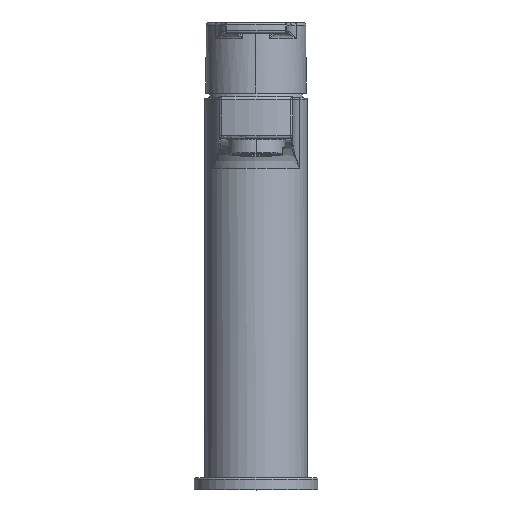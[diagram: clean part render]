
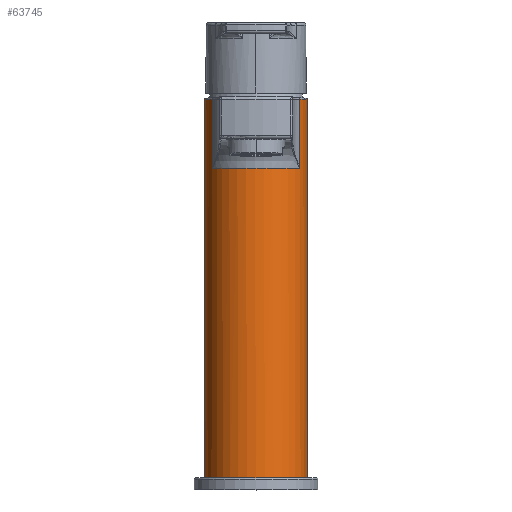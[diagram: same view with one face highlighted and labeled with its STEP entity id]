
A CAD part, top view. The second image highlights one B-rep face of the part: STEP entity #63745.
In plain terms, the highlighted cylindrical face has radius 21.6 mm (diameter 43.2 mm), a partial arc.
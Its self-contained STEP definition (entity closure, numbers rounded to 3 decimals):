
#14411=CARTESIAN_POINT('',(18.433,131.,11.26));
#14430=CARTESIAN_POINT('',(18.433,131.,11.26));
#14431=CARTESIAN_POINT('',(18.303,131.,11.473));
#14432=CARTESIAN_POINT('',(18.035,131.,11.894));
#14433=CARTESIAN_POINT('',(17.612,131.,12.512));
#14434=CARTESIAN_POINT('',(17.168,131.,13.115));
#14435=CARTESIAN_POINT('',(16.704,131.,13.702));
#14436=CARTESIAN_POINT('',(16.219,131.,14.272));
#14437=CARTESIAN_POINT('',(15.714,131.,14.826));
#14438=CARTESIAN_POINT('',(15.191,131.,15.361));
#14439=CARTESIAN_POINT('',(14.65,131.,15.879));
#14440=CARTESIAN_POINT('',(14.091,131.,16.377));
#14441=CARTESIAN_POINT('',(13.515,131.,16.855));
#14442=CARTESIAN_POINT('',(12.923,131.,17.313));
#14443=CARTESIAN_POINT('',(12.315,131.,17.751));
#14444=CARTESIAN_POINT('',(11.692,131.,18.167));
#14445=CARTESIAN_POINT('',(11.056,131.,18.561));
#14446=CARTESIAN_POINT('',(10.406,131.,18.933));
#14447=CARTESIAN_POINT('',(9.744,131.,19.282));
#14448=CARTESIAN_POINT('',(9.07,131.,19.608));
#14449=CARTESIAN_POINT('',(8.385,131.,19.911));
#14450=CARTESIAN_POINT('',(7.69,131.,20.189));
#14451=CARTESIAN_POINT('',(6.986,131.,20.444));
#14452=CARTESIAN_POINT('',(6.273,131.,20.674));
#14453=CARTESIAN_POINT('',(5.553,131.,20.879));
#14454=CARTESIAN_POINT('',(4.826,131.,21.058));
#14455=CARTESIAN_POINT('',(4.093,131.,21.213));
#14456=CARTESIAN_POINT('',(3.356,131.,21.342));
#14457=CARTESIAN_POINT('',(2.614,131.,21.446));
#14458=CARTESIAN_POINT('',(1.87,131.,21.523));
#14459=CARTESIAN_POINT('',(1.123,131.,21.575));
#14460=CARTESIAN_POINT('',(0.374,131.,21.601));
#14461=CARTESIAN_POINT('',(-0.374,131.,21.601));
#14462=CARTESIAN_POINT('',(-1.123,131.,21.575));
#14463=CARTESIAN_POINT('',(-1.87,131.,21.523));
#14464=CARTESIAN_POINT('',(-2.614,131.,21.446));
#14465=CARTESIAN_POINT('',(-3.356,131.,21.342));
#14466=CARTESIAN_POINT('',(-4.093,131.,21.213));
#14467=CARTESIAN_POINT('',(-4.826,131.,21.058));
#14468=CARTESIAN_POINT('',(-5.553,131.,20.879));
#14469=CARTESIAN_POINT('',(-6.273,131.,20.674));
#14470=CARTESIAN_POINT('',(-6.985,131.,20.444));
#14471=CARTESIAN_POINT('',(-7.69,131.,20.189));
#14472=CARTESIAN_POINT('',(-8.385,131.,19.911));
#14473=CARTESIAN_POINT('',(-9.07,131.,19.608));
#14474=CARTESIAN_POINT('',(-9.744,131.,19.282));
#14475=CARTESIAN_POINT('',(-10.406,131.,18.933));
#14476=CARTESIAN_POINT('',(-11.056,131.,18.561));
#14477=CARTESIAN_POINT('',(-11.692,131.,18.167));
#14478=CARTESIAN_POINT('',(-12.315,131.,17.751));
#14479=CARTESIAN_POINT('',(-12.922,131.,17.313));
#14480=CARTESIAN_POINT('',(-13.515,131.,16.855));
#14481=CARTESIAN_POINT('',(-14.091,131.,16.377));
#14482=CARTESIAN_POINT('',(-14.65,131.,15.879));
#14483=CARTESIAN_POINT('',(-15.191,131.,15.362));
#14484=CARTESIAN_POINT('',(-15.714,131.,14.826));
#14485=CARTESIAN_POINT('',(-16.219,131.,14.273));
#14486=CARTESIAN_POINT('',(-16.703,131.,13.702));
#14487=CARTESIAN_POINT('',(-17.168,131.,13.115));
#14488=CARTESIAN_POINT('',(-17.612,131.,12.512));
#14489=CARTESIAN_POINT('',(-18.035,131.,11.894));
#14490=CARTESIAN_POINT('',(-18.303,131.,11.473));
#14491=CARTESIAN_POINT('',(-18.433,131.,11.26));
#14516=CARTESIAN_POINT('',(-18.433,131.,
11.26));
#14518=DIRECTION('',(0.,1.,0.));
#14519=VECTOR('',#14518,29.);
#14520=CARTESIAN_POINT('',(-18.433,131.,
11.26));
#14521=LINE('',#14520,#14519);
#14527=CARTESIAN_POINT('',(0.,1.,0.));
#14528=DIRECTION('',(0.,1.,0.));
#14529=DIRECTION('',(-1.,0.,0.));
#14530=AXIS2_PLACEMENT_3D('',#14527,#14528,#14529);
#14532=DIRECTION('',(0.,1.,0.));
#14533=VECTOR('',#14532,159.);
#14534=CARTESIAN_POINT('',(-21.6,1.,0.));
#14535=LINE('',#14534,#14533);
#14536=CARTESIAN_POINT('',(0.,160.,0.));
#14537=DIRECTION('',(0.,1.,0.));
#14538=DIRECTION('',(-1.,0.,0.));
#14539=AXIS2_PLACEMENT_3D('',#14536,#14537,#14538);
#14541=CARTESIAN_POINT('',(0.,160.,0.));
#14542=DIRECTION('',(0.,1.,0.));
#14543=DIRECTION('',(0.853,0.,0.521));
#14544=AXIS2_PLACEMENT_3D('',#14541,#14542,#14543);
#18945=DIRECTION('',(0.,1.,0.));
#18946=VECTOR('',#18945,159.);
#18947=CARTESIAN_POINT('',(21.6,1.,0.));
#18948=LINE('',#18947,#18946);
#19507=DIRECTION('',(0.,-1.,0.));
#19508=VECTOR('',#19507,29.);
#19509=CARTESIAN_POINT('',(18.433,160.,11.26));
#19510=LINE('',#19509,#19508);
#31271=VERTEX_POINT('',#14516);
#31279=VERTEX_POINT('',#14411);
#31300=CARTESIAN_POINT('',(18.433,160.,11.26));
#31301=VERTEX_POINT('',#31300);
#31310=CARTESIAN_POINT('',(-18.433,160.,11.26));
#31311=VERTEX_POINT('',#31310);
#31360=CARTESIAN_POINT('',(-21.6,160.,0.));
#31361=VERTEX_POINT('',#31360);
#31362=CARTESIAN_POINT('',(21.6,160.,0.));
#31363=VERTEX_POINT('',#31362);
#37584=CARTESIAN_POINT('',(21.6,1.,0.));
#37585=CARTESIAN_POINT('',(-21.6,1.,0.));
#37586=VERTEX_POINT('',#37584);
#37587=VERTEX_POINT('',#37585);
#63724=CARTESIAN_POINT('',(0.,0.,0.));
#63725=DIRECTION('',(0.,1.,0.));
#63726=DIRECTION('',(1.,0.,0.));
#63727=AXIS2_PLACEMENT_3D('',#63724,#63725,#63726);
#63728=CYLINDRICAL_SURFACE('',#63727,21.6);
#63730=ORIENTED_EDGE('',*,*,#63729,.F.);
#63732=ORIENTED_EDGE('',*,*,#63731,.T.);
#63734=ORIENTED_EDGE('',*,*,#63733,.T.);
#63735=ORIENTED_EDGE('',*,*,#63704,.F.);
#63736=ORIENTED_EDGE('',*,*,#63604,.F.);
#63738=ORIENTED_EDGE('',*,*,#63737,.F.);
#63740=ORIENTED_EDGE('',*,*,#63739,.T.);
#63742=ORIENTED_EDGE('',*,*,#63741,.F.);
#63743=EDGE_LOOP('',(#63730,#63732,#63734,#63735,#63736,#63738,#63740,#63742));
#63744=FACE_OUTER_BOUND('',#63743,.F.);
#63745=ADVANCED_FACE('',(#63744),#63728,.T.);
#14492=B_SPLINE_CURVE_WITH_KNOTS('',3,(#14430,#14431,#14432,#14433,#14434,
#14435,#14436,#14437,#14438,#14439,#14440,#14441,#14442,#14443,#14444,#14445,
#14446,#14447,#14448,#14449,#14450,#14451,#14452,#14453,#14454,#14455,#14456,
#14457,#14458,#14459,#14460,#14461,#14462,#14463,#14464,#14465,#14466,#14467,
#14468,#14469,#14470,#14471,#14472,#14473,#14474,#14475,#14476,#14477,#14478,
#14479,#14480,#14481,#14482,#14483,#14484,#14485,#14486,#14487,#14488,#14489,
#14490,#14491),.UNSPECIFIED.,.F.,.F.,(4,1,1,1,1,1,1,1,1,1,1,1,1,1,1,1,1,1,1,1,1,
1,1,1,1,1,1,1,1,1,1,1,1,1,1,1,1,1,1,1,1,1,1,1,1,1,1,1,1,1,1,1,1,1,1,1,1,1,1,4),(
0.,0.017,0.034,0.051,0.068,
0.085,0.102,0.119,0.136,
0.153,0.169,0.186,0.203,
0.22,0.237,0.254,0.271,
0.288,0.305,0.322,0.339,
0.356,0.373,0.39,0.407,
0.424,0.441,0.458,0.475,
0.492,0.508,0.525,0.542,
0.559,0.576,0.593,0.61,
0.627,0.644,0.661,0.678,
0.695,0.712,0.729,0.746,
0.763,0.78,0.797,0.814,
0.831,0.847,0.864,0.881,
0.898,0.915,0.932,0.949,
0.966,0.983,1.),.UNSPECIFIED.);
#14531=CIRCLE('',#14530,21.6);
#14540=CIRCLE('',#14539,21.6);
#14545=CIRCLE('',#14544,21.6);
#63604=EDGE_CURVE('',#31279,#31271,#14492,.T.);
#63704=EDGE_CURVE('',#31271,#31311,#14521,.T.);
#63729=EDGE_CURVE('',#37587,#37586,#14531,.T.);
#63731=EDGE_CURVE('',#37587,#31361,#14535,.T.);
#63733=EDGE_CURVE('',#31361,#31311,#14540,.T.);
#63737=EDGE_CURVE('',#31301,#31279,#19510,.T.);
#63739=EDGE_CURVE('',#31301,#31363,#14545,.T.);
#63741=EDGE_CURVE('',#37586,#31363,#18948,.T.);
